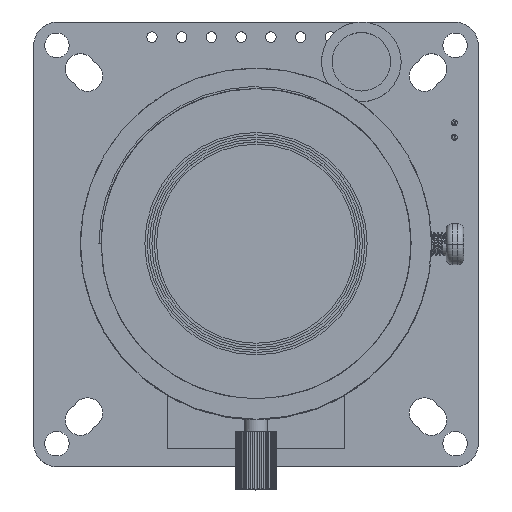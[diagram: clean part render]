
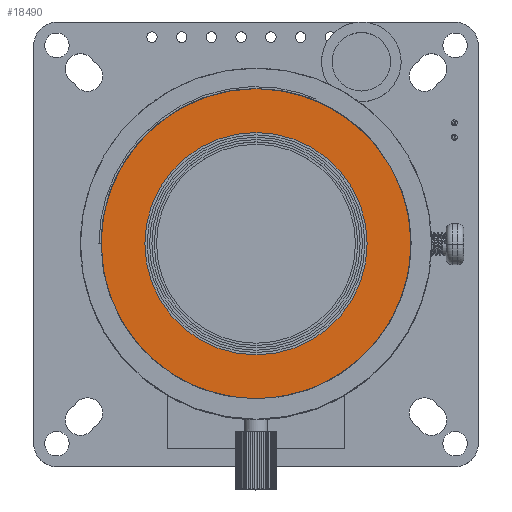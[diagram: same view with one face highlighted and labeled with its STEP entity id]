
A CAD part, top view. The second image highlights one B-rep face of the part: STEP entity #18490.
In plain terms, the highlighted face is planar.
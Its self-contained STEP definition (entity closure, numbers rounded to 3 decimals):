
#3809=CARTESIAN_POINT('',(12.588,27.5,4.135));
#3841=CARTESIAN_POINT('',(0.,27.5,0.));
#3842=DIRECTION('',(0.,1.,0.));
#3843=DIRECTION('',(0.301,0.,-0.954));
#3844=AXIS2_PLACEMENT_3D('',#3841,#3842,#3843);
#3849=CARTESIAN_POINT('',(0.,27.5,0.));
#3850=DIRECTION('',(0.,1.,0.));
#3851=DIRECTION('',(0.95,0.,0.312));
#3852=AXIS2_PLACEMENT_3D('',#3849,#3850,#3851);
#3857=CARTESIAN_POINT('',(0.,27.5,0.));
#3858=DIRECTION('',(0.,1.,0.));
#3859=DIRECTION('',(0.,0.,-1.));
#3860=AXIS2_PLACEMENT_3D('',#3857,#3858,#3859);
#3865=CARTESIAN_POINT('',(0.,27.5,0.));
#3866=DIRECTION('',(0.,-1.,0.));
#3867=DIRECTION('',(0.,0.,1.));
#3868=AXIS2_PLACEMENT_3D('',#3865,#3866,#3867);
#3873=CARTESIAN_POINT('',(0.,27.5,0.));
#3874=DIRECTION('',(0.,-1.,0.));
#3875=DIRECTION('',(0.,0.,-1.));
#3876=AXIS2_PLACEMENT_3D('',#3873,#3874,#3875);
#3886=CARTESIAN_POINT('',(3.993,27.5,-12.634));
#11370=VERTEX_POINT('',#3886);
#11644=VERTEX_POINT('',#3809);
#11724=CARTESIAN_POINT('',(0.,27.5,-9.5));
#11726=VERTEX_POINT('',#11724);
#11910=CARTESIAN_POINT('',(-0.001,27.5,-13.25));
#11911=VERTEX_POINT('',#11910);
#12003=CARTESIAN_POINT('',(0.,27.5,9.5));
#12004=VERTEX_POINT('',#12003);
#18472=CARTESIAN_POINT('',(0.,27.5,0.));
#18473=DIRECTION('',(0.,1.,0.));
#18474=DIRECTION('',(1.,0.,0.));
#18475=AXIS2_PLACEMENT_3D('',#18472,#18473,#18474);
#18476=PLANE('',#18475);
#18478=ORIENTED_EDGE('',*,*,#18477,.F.);
#18479=ORIENTED_EDGE('',*,*,#18460,.F.);
#18481=ORIENTED_EDGE('',*,*,#18480,.F.);
#18482=EDGE_LOOP('',(#18478,#18479,#18481));
#18483=FACE_OUTER_BOUND('',#18482,.F.);
#18485=ORIENTED_EDGE('',*,*,#18484,.F.);
#18487=ORIENTED_EDGE('',*,*,#18486,.F.);
#18488=EDGE_LOOP('',(#18485,#18487));
#18489=FACE_BOUND('',#18488,.F.);
#3845=CIRCLE('',#3844,13.25);
#3853=CIRCLE('',#3852,13.25);
#3861=CIRCLE('',#3860,13.25);
#3869=CIRCLE('',#3868,9.5);
#3877=CIRCLE('',#3876,9.5);
#18460=EDGE_CURVE('',#11644,#11370,#3853,.T.);
#18477=EDGE_CURVE('',#11370,#11911,#3845,.T.);
#18480=EDGE_CURVE('',#11911,#11644,#3861,.T.);
#18484=EDGE_CURVE('',#12004,#11726,#3869,.T.);
#18486=EDGE_CURVE('',#11726,#12004,#3877,.T.);
#18490=ADVANCED_FACE('',(#18483,#18489),#18476,.T.);
